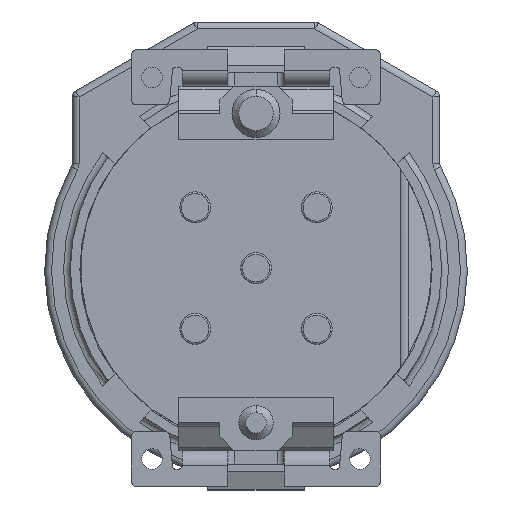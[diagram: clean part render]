
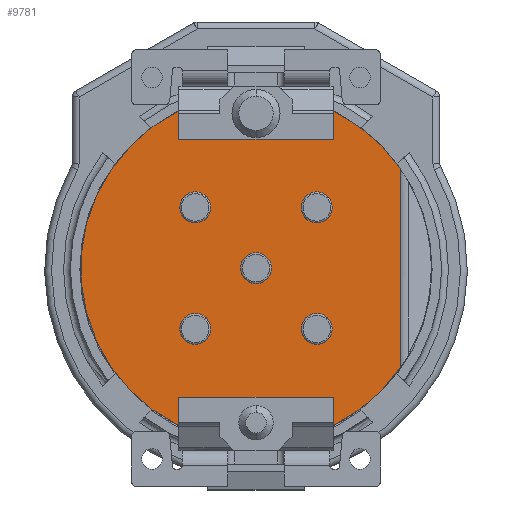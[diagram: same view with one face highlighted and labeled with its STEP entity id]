
A CAD part, top view. The second image highlights one B-rep face of the part: STEP entity #9781.
In plain terms, the highlighted planar face has unit normal (0, 0, 1).
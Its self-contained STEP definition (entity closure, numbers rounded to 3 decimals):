
#26=DIRECTION('',(0.,1.,0.));
#27=VECTOR('',#26,5.786);
#28=CARTESIAN_POINT('',(4.2,-2.893,-1.2));
#29=LINE('',#28,#27);
#30=DIRECTION('',(0.,1.,0.));
#31=VECTOR('',#30,0.827);
#32=CARTESIAN_POINT('',(2.25,-4.577,-1.2));
#33=LINE('',#32,#31);
#34=DIRECTION('',(-1.,0.,0.));
#35=VECTOR('',#34,4.5);
#36=CARTESIAN_POINT('',(2.25,-3.75,-1.2));
#37=LINE('',#36,#35);
#38=DIRECTION('',(0.,-1.,0.));
#39=VECTOR('',#38,0.827);
#40=CARTESIAN_POINT('',(-2.25,-3.75,-1.2));
#41=LINE('',#40,#39);
#42=DIRECTION('',(0.,-1.,0.));
#43=VECTOR('',#42,0.827);
#44=CARTESIAN_POINT('',(-2.25,4.577,-1.2));
#45=LINE('',#44,#43);
#46=DIRECTION('',(1.,0.,0.));
#47=VECTOR('',#46,4.5);
#48=CARTESIAN_POINT('',(-2.25,3.75,-1.2));
#49=LINE('',#48,#47);
#50=DIRECTION('',(0.,1.,0.));
#51=VECTOR('',#50,0.827);
#52=CARTESIAN_POINT('',(2.25,3.75,-1.2));
#53=LINE('',#52,#51);
#54=CARTESIAN_POINT('',(1.768,1.768,-1.2));
#55=DIRECTION('',(0.,0.,-1.));
#56=DIRECTION('',(-0.707,-0.707,0.));
#57=AXIS2_PLACEMENT_3D('',#54,#55,#56);
#59=CARTESIAN_POINT('',(1.768,1.768,-1.2));
#60=DIRECTION('',(0.,0.,-1.));
#61=DIRECTION('',(0.707,0.707,0.));
#62=AXIS2_PLACEMENT_3D('',#59,#60,#61);
#64=CARTESIAN_POINT('',(-1.768,1.768,-1.2));
#65=DIRECTION('',(0.,0.,-1.));
#66=DIRECTION('',(-0.707,-0.707,0.));
#67=AXIS2_PLACEMENT_3D('',#64,#65,#66);
#69=CARTESIAN_POINT('',(-1.768,1.768,-1.2));
#70=DIRECTION('',(0.,0.,-1.));
#71=DIRECTION('',(0.707,0.707,0.));
#72=AXIS2_PLACEMENT_3D('',#69,#70,#71);
#74=CARTESIAN_POINT('',(1.768,-1.768,-1.2));
#75=DIRECTION('',(0.,0.,-1.));
#76=DIRECTION('',(-0.707,-0.707,0.));
#77=AXIS2_PLACEMENT_3D('',#74,#75,#76);
#79=CARTESIAN_POINT('',(1.768,-1.768,-1.2));
#80=DIRECTION('',(0.,0.,-1.));
#81=DIRECTION('',(0.707,0.707,0.));
#82=AXIS2_PLACEMENT_3D('',#79,#80,#81);
#84=CARTESIAN_POINT('',(-1.768,-1.768,-1.2));
#85=DIRECTION('',(0.,0.,-1.));
#86=DIRECTION('',(-0.707,-0.707,0.));
#87=AXIS2_PLACEMENT_3D('',#84,#85,#86);
#89=CARTESIAN_POINT('',(-1.768,-1.768,-1.2));
#90=DIRECTION('',(0.,0.,-1.));
#91=DIRECTION('',(0.707,0.707,0.));
#92=AXIS2_PLACEMENT_3D('',#89,#90,#91);
#94=CARTESIAN_POINT('',(0.,0.,-1.2));
#95=DIRECTION('',(0.,0.,-1.));
#96=DIRECTION('',(-0.707,-0.707,0.));
#97=AXIS2_PLACEMENT_3D('',#94,#95,#96);
#99=CARTESIAN_POINT('',(0.,0.,-1.2));
#100=DIRECTION('',(0.,0.,-1.));
#101=DIRECTION('',(0.707,0.707,0.));
#102=AXIS2_PLACEMENT_3D('',#99,#100,#101);
#134=CARTESIAN_POINT('',(0.,0.,-1.2));
#135=DIRECTION('',(0.,0.,1.));
#136=DIRECTION('',(0.824,0.567,0.));
#137=AXIS2_PLACEMENT_3D('',#134,#135,#136);
#203=CARTESIAN_POINT('',(0.,0.,-1.2));
#204=DIRECTION('',(0.,0.,1.));
#205=DIRECTION('',(0.441,-0.897,0.));
#206=AXIS2_PLACEMENT_3D('',#203,#204,#205);
#430=CARTESIAN_POINT('',(0.,0.,-1.2));
#431=DIRECTION('',(0.,0.,-1.));
#432=DIRECTION('',(-0.441,-0.897,0.));
#433=AXIS2_PLACEMENT_3D('',#430,#431,#432);
#7596=CARTESIAN_POINT('',(2.25,-3.75,-1.2));
#7597=CARTESIAN_POINT('',(-2.25,-3.75,-1.2));
#7598=VERTEX_POINT('',#7596);
#7599=VERTEX_POINT('',#7597);
#7600=CARTESIAN_POINT('',(-2.25,-4.577,-1.2));
#7601=VERTEX_POINT('',#7600);
#7602=CARTESIAN_POINT('',(2.25,-4.577,-1.2));
#7603=VERTEX_POINT('',#7602);
#7604=CARTESIAN_POINT('',(2.25,3.75,-1.2));
#7605=CARTESIAN_POINT('',(2.25,4.577,-1.2));
#7606=VERTEX_POINT('',#7604);
#7607=VERTEX_POINT('',#7605);
#7608=CARTESIAN_POINT('',(-2.25,4.577,-1.2));
#7609=CARTESIAN_POINT('',(-2.25,3.75,-1.2));
#7610=VERTEX_POINT('',#7608);
#7611=VERTEX_POINT('',#7609);
#8636=CARTESIAN_POINT('',(4.2,-2.893,-1.2));
#8637=CARTESIAN_POINT('',(4.2,2.893,-1.2));
#8638=VERTEX_POINT('',#8636);
#8639=VERTEX_POINT('',#8637);
#9556=CARTESIAN_POINT('',(1.485,1.485,-1.2));
#9557=CARTESIAN_POINT('',(2.051,2.051,-1.2));
#9558=VERTEX_POINT('',#9556);
#9559=VERTEX_POINT('',#9557);
#9596=CARTESIAN_POINT('',(-2.051,1.485,-1.2));
#9597=CARTESIAN_POINT('',(-1.485,2.051,-1.2));
#9598=VERTEX_POINT('',#9596);
#9599=VERTEX_POINT('',#9597);
#9636=CARTESIAN_POINT('',(1.485,-2.051,-1.2));
#9637=CARTESIAN_POINT('',(2.051,-1.485,-1.2));
#9638=VERTEX_POINT('',#9636);
#9639=VERTEX_POINT('',#9637);
#9676=CARTESIAN_POINT('',(-2.051,-2.051,-1.2));
#9677=CARTESIAN_POINT('',(-1.485,-1.485,-1.2));
#9678=VERTEX_POINT('',#9676);
#9679=VERTEX_POINT('',#9677);
#9716=CARTESIAN_POINT('',(-0.283,-0.283,-1.2));
#9717=CARTESIAN_POINT('',(0.283,0.283,-1.2));
#9718=VERTEX_POINT('',#9716);
#9719=VERTEX_POINT('',#9717);
#9724=CARTESIAN_POINT('',(0.,0.,-1.2));
#9725=DIRECTION('',(0.,0.,1.));
#9726=DIRECTION('',(0.,1.,0.));
#9727=AXIS2_PLACEMENT_3D('',#9724,#9725,#9726);
#9728=PLANE('',#9727);
#9730=ORIENTED_EDGE('',*,*,#9729,.F.);
#9732=ORIENTED_EDGE('',*,*,#9731,.F.);
#9734=ORIENTED_EDGE('',*,*,#9733,.T.);
#9736=ORIENTED_EDGE('',*,*,#9735,.T.);
#9738=ORIENTED_EDGE('',*,*,#9737,.T.);
#9740=ORIENTED_EDGE('',*,*,#9739,.T.);
#9742=ORIENTED_EDGE('',*,*,#9741,.T.);
#9744=ORIENTED_EDGE('',*,*,#9743,.T.);
#9746=ORIENTED_EDGE('',*,*,#9745,.T.);
#9748=ORIENTED_EDGE('',*,*,#9747,.F.);
#9749=EDGE_LOOP('',(#9730,#9732,#9734,#9736,#9738,#9740,#9742,#9744,#9746,
#9748));
#9750=FACE_OUTER_BOUND('',#9749,.F.);
#9752=ORIENTED_EDGE('',*,*,#9751,.F.);
#9754=ORIENTED_EDGE('',*,*,#9753,.F.);
#9755=EDGE_LOOP('',(#9752,#9754));
#9756=FACE_BOUND('',#9755,.F.);
#9758=ORIENTED_EDGE('',*,*,#9757,.F.);
#9760=ORIENTED_EDGE('',*,*,#9759,.F.);
#9761=EDGE_LOOP('',(#9758,#9760));
#9762=FACE_BOUND('',#9761,.F.);
#9764=ORIENTED_EDGE('',*,*,#9763,.F.);
#9766=ORIENTED_EDGE('',*,*,#9765,.F.);
#9767=EDGE_LOOP('',(#9764,#9766));
#9768=FACE_BOUND('',#9767,.F.);
#9770=ORIENTED_EDGE('',*,*,#9769,.F.);
#9772=ORIENTED_EDGE('',*,*,#9771,.F.);
#9773=EDGE_LOOP('',(#9770,#9772));
#9774=FACE_BOUND('',#9773,.F.);
#9776=ORIENTED_EDGE('',*,*,#9775,.F.);
#9778=ORIENTED_EDGE('',*,*,#9777,.F.);
#9779=EDGE_LOOP('',(#9776,#9778));
#9780=FACE_BOUND('',#9779,.F.);
#58=CIRCLE('',#57,0.4);
#63=CIRCLE('',#62,0.4);
#68=CIRCLE('',#67,0.4);
#73=CIRCLE('',#72,0.4);
#78=CIRCLE('',#77,0.4);
#83=CIRCLE('',#82,0.4);
#88=CIRCLE('',#87,0.4);
#93=CIRCLE('',#92,0.4);
#98=CIRCLE('',#97,0.4);
#103=CIRCLE('',#102,0.4);
#138=CIRCLE('',#137,5.1);
#207=CIRCLE('',#206,5.1);
#434=CIRCLE('',#433,5.1);
#9729=EDGE_CURVE('',#8638,#8639,#29,.T.);
#9731=EDGE_CURVE('',#7603,#8638,#207,.T.);
#9733=EDGE_CURVE('',#7603,#7598,#33,.T.);
#9735=EDGE_CURVE('',#7598,#7599,#37,.T.);
#9737=EDGE_CURVE('',#7599,#7601,#41,.T.);
#9739=EDGE_CURVE('',#7601,#7610,#434,.T.);
#9741=EDGE_CURVE('',#7610,#7611,#45,.T.);
#9743=EDGE_CURVE('',#7611,#7606,#49,.T.);
#9745=EDGE_CURVE('',#7606,#7607,#53,.T.);
#9747=EDGE_CURVE('',#8639,#7607,#138,.T.);
#9751=EDGE_CURVE('',#9558,#9559,#58,.T.);
#9753=EDGE_CURVE('',#9559,#9558,#63,.T.);
#9757=EDGE_CURVE('',#9598,#9599,#68,.T.);
#9759=EDGE_CURVE('',#9599,#9598,#73,.T.);
#9763=EDGE_CURVE('',#9638,#9639,#78,.T.);
#9765=EDGE_CURVE('',#9639,#9638,#83,.T.);
#9769=EDGE_CURVE('',#9678,#9679,#88,.T.);
#9771=EDGE_CURVE('',#9679,#9678,#93,.T.);
#9775=EDGE_CURVE('',#9718,#9719,#98,.T.);
#9777=EDGE_CURVE('',#9719,#9718,#103,.T.);
#9781=ADVANCED_FACE('',(#9750,#9756,#9762,#9768,#9774,#9780),#9728,.T.);
